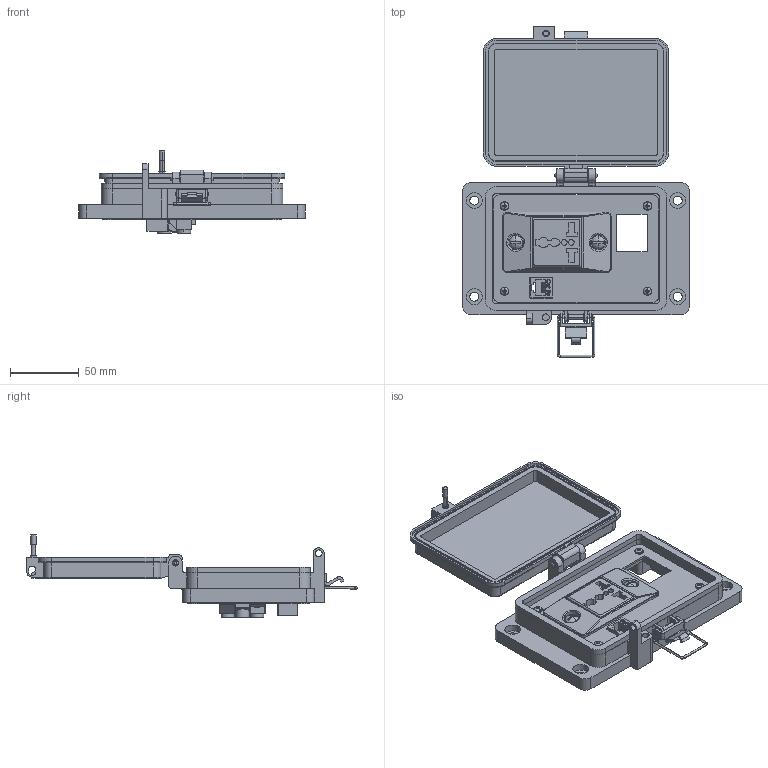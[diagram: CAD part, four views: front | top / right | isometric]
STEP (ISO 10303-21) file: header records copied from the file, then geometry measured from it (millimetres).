
FILE_DESCRIPTION (( 'STEP AP203' ), '1' );
FILE_NAME ('P-R2-M3RUV0-S7_3D.STEP', '2019-11-20T15:00:34', ( '' ), ( '' ), 'SwSTEP 2.0', 'SolidWorks 2019', '' );
FILE_SCHEMA (( 'CONFIG_CONTROL_DESIGN' ));
Length unit declared in the file: millimetre
Products named in the file (16): P-R2-M3RUV0-S7_FP060_1; P-R2-M3RUV0-S7_3D; Z-200-OTLT-RUV; Z-002-8321132HN_90675A009; R2; Z-000-83212TH_90271A194; -M3; RUV; P-R2-M3RUV0-S7_BP180_1; Z-H-M3_B; P-R2-M3RUV0-S7_TP060_1; 92005A124_METRIC PAN HEAD PHILLIPS MACHINE SCREW_92005A124; Z-200-OTLT-RUV_outlet; Z-200-OTLT-RUV_bezel; Z-300-RJ45CAT5; Z-000-4243316TFP
Assembly tree (21 placements, depth 4):
  P-R2-M3RUV0-S7_3D
    P-R2-M3RUV0-S7_BP180_1
    P-R2-M3RUV0-S7_TP060_1
    Z-000-4243316TFP  x2
    P-R2-M3RUV0-S7_FP060_1
    RUV
      Z-200-OTLT-RUV
        Z-200-OTLT-RUV_bezel
        Z-200-OTLT-RUV_outlet
    Z-000-83212TH_90271A194  x2
    Z-002-8321132HN_90675A009  x2
    R2
      Z-300-RJ45CAT5
    -M3
      Z-H-M3_B
    92005A124_METRIC PAN HEAD PHILLIPS MACHINE SCREW_92005A124  x4
Bounding box: 164.96 x 240.59 x 59.74 mm (x, y, z)
Volume: 254508.7 mm3; surface area: 152462.5 mm2
Topology: 26 solids, 26 shells, 2285 faces, 6327 edges, 4158 vertices
Faces by surface type: cylinder 1066, plane 765, bspline 284, cone 122, sphere 26, torus 22
Entity records: 63569 total; most frequent: CARTESIAN_POINT 24757, ORIENTED_EDGE 8426, DIRECTION 6737, EDGE_CURVE 4213, VERTEX_POINT 2761, VECTOR 2351, LINE 2351, AXIS2_PLACEMENT_3D 2193
